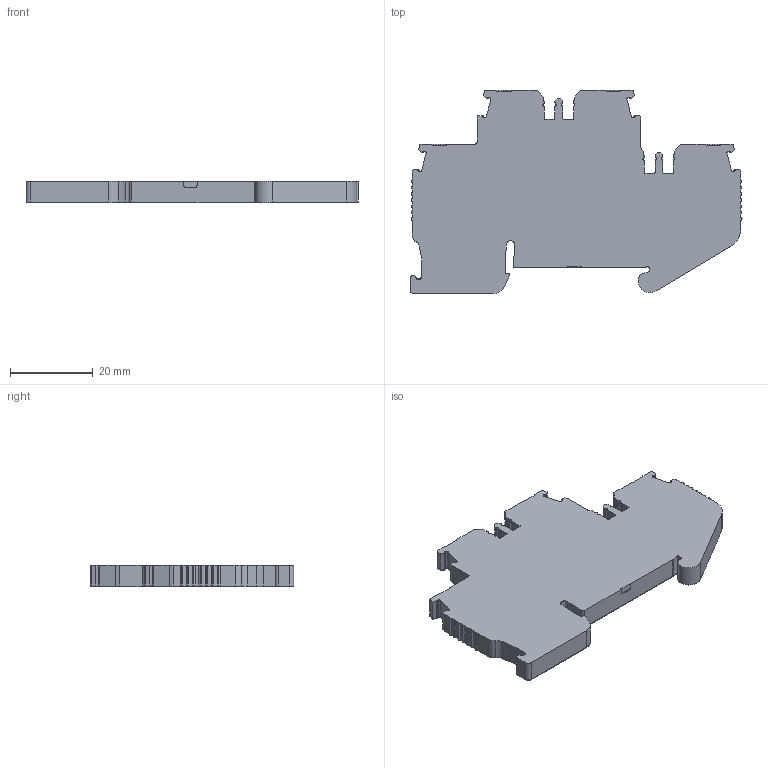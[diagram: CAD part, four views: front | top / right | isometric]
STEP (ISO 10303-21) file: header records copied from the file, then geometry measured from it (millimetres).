
FILE_DESCRIPTION (( 'STEP AP203' ), '1' );
FILE_NAME ('KN-PD25LD48.step', '2025-04-29T14:25:02', ( '' ), ( '' ), 'SwSTEP 2.0', 'SolidWorks 2024', '' );
FILE_SCHEMA (( 'CONFIG_CONTROL_DESIGN' ));
Length unit declared in the file: inch
Products named in the file (1): KN-PD25LD48
Bounding box: 80.09 x 49.09 x 5.15 mm (x, y, z)
Volume: 14572.1 mm3; surface area: 7505.7 mm2
Topology: 1 solids, 1 shells, 979 faces, 2859 edges, 1883 vertices
Faces by surface type: plane 470, cylinder 438, bspline 59, cone 12
Entity records: 34359 total; most frequent: CARTESIAN_POINT 9765, ORIENTED_EDGE 5686, DIRECTION 4417, EDGE_CURVE 2843, VERTEX_POINT 1883, LINE 1581, VECTOR 1581, AXIS2_PLACEMENT_3D 1418
